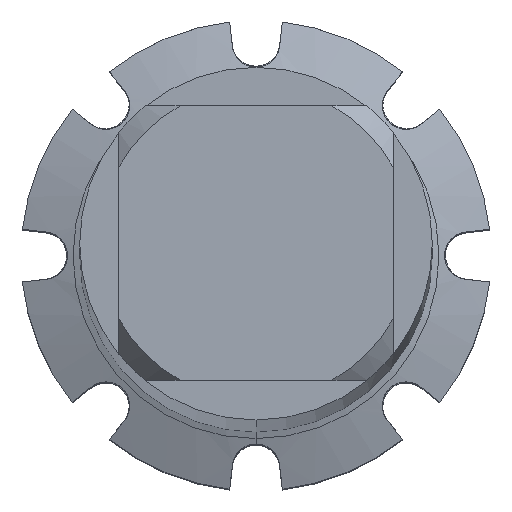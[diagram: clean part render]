
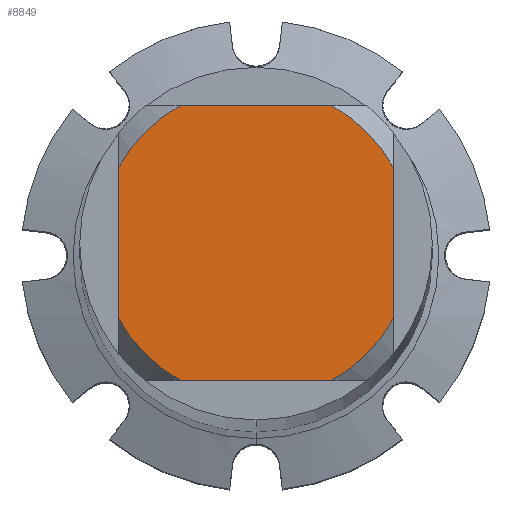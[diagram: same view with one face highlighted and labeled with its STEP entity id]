
A CAD part, top view. The second image highlights one B-rep face of the part: STEP entity #8849.
In plain terms, the highlighted planar face has unit normal (0, 0, 1).
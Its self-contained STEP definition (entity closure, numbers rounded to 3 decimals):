
#3669=VERTEX_POINT('',#10747);
#3731=VERTEX_POINT('',#10818);
#3831=VERTEX_POINT('',#10923);
#4325=VERTEX_POINT('',#11466);
#5395=EDGE_CURVE('',#9817,#10255,#12632,.T.);
#5783=EDGE_CURVE('',#8971,#3669,#13046,.T.);
#6375=VERTEX_POINT('',#13679);
#7079=EDGE_CURVE('',#4325,#6375,#14437,.T.);
#7407=EDGE_CURVE('',#3731,#10255,#14795,.T.);
#8095=EDGE_CURVE('',#3731,#6375,#15539,.T.);
#8849=ADVANCED_FACE('',(#16358),#16359,.T.);
#8971=VERTEX_POINT('',#16491);
#9529=EDGE_CURVE('',#8971,#3831,#17094,.T.);
#9817=VERTEX_POINT('',#17412);
#10255=VERTEX_POINT('',#17891);
#10291=EDGE_CURVE('',#9817,#3831,#17927,.T.);
#10427=EDGE_CURVE('',#4325,#3669,#18077,.T.);
#10747=CARTESIAN_POINT('',(-1.936,3.5,0.0));
#10818=CARTESIAN_POINT('',(-1.936,-3.5,0.0));
#10923=CARTESIAN_POINT('',(3.5,1.936,0.0));
#11466=CARTESIAN_POINT('',(-3.5,1.936,0.0));
#12632=CIRCLE('',#21858,4.0);
#13046=LINE('',#22637,#22638);
#13679=CARTESIAN_POINT('',(-3.5,-1.936,0.0));
#14437=LINE('',#25141,#25142);
#14795=LINE('',#25841,#25842);
#15539=CIRCLE('',#27069,4.0);
#16358=FACE_OUTER_BOUND('',#28484,.T.);
#16359=PLANE('',#28485);
#16491=CARTESIAN_POINT('',(1.936,3.5,0.0));
#17094=CIRCLE('',#29838,4.0);
#17412=CARTESIAN_POINT('',(3.5,-1.936,0.0));
#17891=CARTESIAN_POINT('',(1.936,-3.5,0.0));
#17927=LINE('',#31491,#31492);
#18077=CIRCLE('',#31781,4.0);
#21858=AXIS2_PLACEMENT_3D('',#34372,#34373,#34374);
#22637=CARTESIAN_POINT('',(0.0,3.5,0.0));
#22638=VECTOR('',#34725,1.0);
#25141=CARTESIAN_POINT('',(-3.5,1.0,0.0));
#25142=VECTOR('',#36227,1.0);
#25841=CARTESIAN_POINT('',(0.0,-3.5,0.0));
#25842=VECTOR('',#36570,1.0);
#27069=AXIS2_PLACEMENT_3D('',#37237,#37238,#37239);
#28484=EDGE_LOOP('',(#38095,#38096,#38097,#38098,#38099,#38100,#38101,#38102));
#28485=AXIS2_PLACEMENT_3D('',#38103,#38104,#38105);
#29838=AXIS2_PLACEMENT_3D('',#38894,#38895,#38896);
#31491=CARTESIAN_POINT('',(3.5,1.0,0.0));
#31492=VECTOR('',#39736,1.0);
#31781=AXIS2_PLACEMENT_3D('',#39927,#39928,#39929);
#34372=CARTESIAN_POINT('',(0.0,0.0,0.0));
#34373=DIRECTION('',(0.0,0.0,-1.0));
#34374=DIRECTION('',(0.0,1.0,0.0));
#34725=DIRECTION('',(-1.0,0.0,0.0));
#36227=DIRECTION('',(-0.0,-1.0,0.0));
#36570=DIRECTION('',(1.0,0.0,0.0));
#37237=CARTESIAN_POINT('',(0.0,0.0,0.0));
#37238=DIRECTION('',(0.0,0.0,-1.0));
#37239=DIRECTION('',(0.0,1.0,0.0));
#38095=ORIENTED_EDGE('',*,*,#7079,.T.);
#38096=ORIENTED_EDGE('',*,*,#8095,.F.);
#38097=ORIENTED_EDGE('',*,*,#7407,.T.);
#38098=ORIENTED_EDGE('',*,*,#5395,.F.);
#38099=ORIENTED_EDGE('',*,*,#10291,.T.);
#38100=ORIENTED_EDGE('',*,*,#9529,.F.);
#38101=ORIENTED_EDGE('',*,*,#5783,.T.);
#38102=ORIENTED_EDGE('',*,*,#10427,.F.);
#38103=CARTESIAN_POINT('',(0.0,2.0,0.0));
#38104=DIRECTION('',(-0.0,0.0,1.0));
#38105=DIRECTION('',(0.0,-1.0,0.0));
#38894=CARTESIAN_POINT('',(0.0,0.0,0.0));
#38895=DIRECTION('',(0.0,0.0,-1.0));
#38896=DIRECTION('',(0.0,1.0,0.0));
#39736=DIRECTION('',(-0.0,1.0,0.0));
#39927=CARTESIAN_POINT('',(0.0,0.0,0.0));
#39928=DIRECTION('',(0.0,0.0,-1.0));
#39929=DIRECTION('',(0.0,1.0,0.0));
